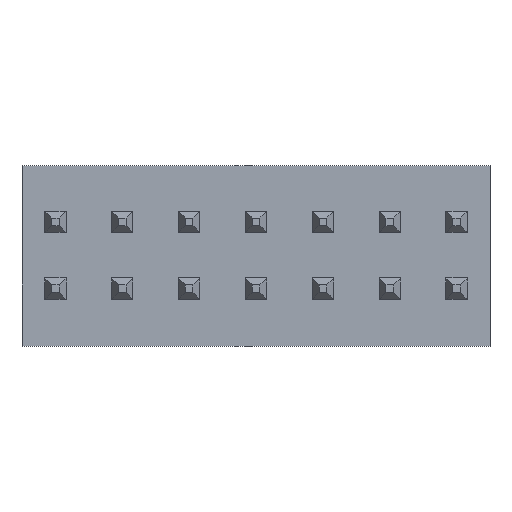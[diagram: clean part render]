
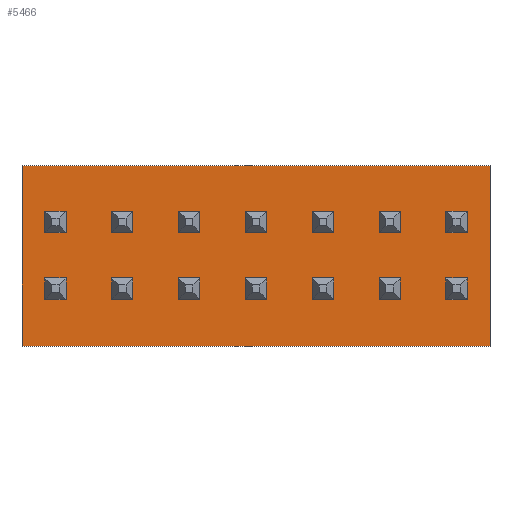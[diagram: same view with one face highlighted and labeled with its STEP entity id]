
A CAD part, top view. The second image highlights one B-rep face of the part: STEP entity #5466.
In plain terms, the highlighted face is planar.
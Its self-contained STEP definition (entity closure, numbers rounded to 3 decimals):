
#5334 = EDGE_CURVE('',#5335,#5337,#5339,.T.);
#5335 = VERTEX_POINT('',#5336);
#5336 = CARTESIAN_POINT('',(-4.445,1.778,-1.715));
#5337 = VERTEX_POINT('',#5338);
#5338 = CARTESIAN_POINT('',(-4.445,1.778,1.715));
#5339 = LINE('',#5340,#5341);
#5340 = CARTESIAN_POINT('',(-4.445,1.778,-1.715));
#5341 = VECTOR('',#5342,1.);
#5342 = DIRECTION('',(0.,0.,1.));
#5374 = EDGE_CURVE('',#5337,#5375,#5377,.T.);
#5375 = VERTEX_POINT('',#5376);
#5376 = CARTESIAN_POINT('',(4.445,1.778,1.715));
#5377 = LINE('',#5378,#5379);
#5378 = CARTESIAN_POINT('',(-4.445,1.778,1.715));
#5379 = VECTOR('',#5380,1.);
#5380 = DIRECTION('',(1.,0.,0.));
#5405 = EDGE_CURVE('',#5375,#5406,#5408,.T.);
#5406 = VERTEX_POINT('',#5407);
#5407 = CARTESIAN_POINT('',(4.445,1.778,-1.715));
#5408 = LINE('',#5409,#5410);
#5409 = CARTESIAN_POINT('',(4.445,1.778,1.715));
#5410 = VECTOR('',#5411,1.);
#5411 = DIRECTION('',(0.,0.,-1.));
#5436 = EDGE_CURVE('',#5406,#5335,#5437,.T.);
#5437 = LINE('',#5438,#5439);
#5438 = CARTESIAN_POINT('',(4.445,1.778,-1.715));
#5439 = VECTOR('',#5440,1.);
#5440 = DIRECTION('',(-1.,0.,0.));
#5466 = ADVANCED_FACE('',(#5467),#5473,.T.);
#5467 = FACE_BOUND('',#5468,.T.);
#5468 = EDGE_LOOP('',(#5469,#5470,#5471,#5472));
#5469 = ORIENTED_EDGE('',*,*,#5334,.T.);
#5470 = ORIENTED_EDGE('',*,*,#5374,.T.);
#5471 = ORIENTED_EDGE('',*,*,#5405,.T.);
#5472 = ORIENTED_EDGE('',*,*,#5436,.T.);
#5473 = PLANE('',#5474);
#5474 = AXIS2_PLACEMENT_3D('',#5475,#5476,#5477);
#5475 = CARTESIAN_POINT('',(0.,1.778,0.));
#5476 = DIRECTION('',(0.,1.,0.));
#5477 = DIRECTION('',(0.,-0.,1.));
